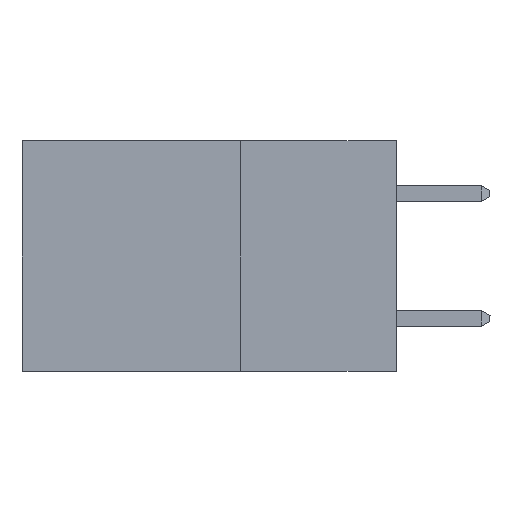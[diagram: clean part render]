
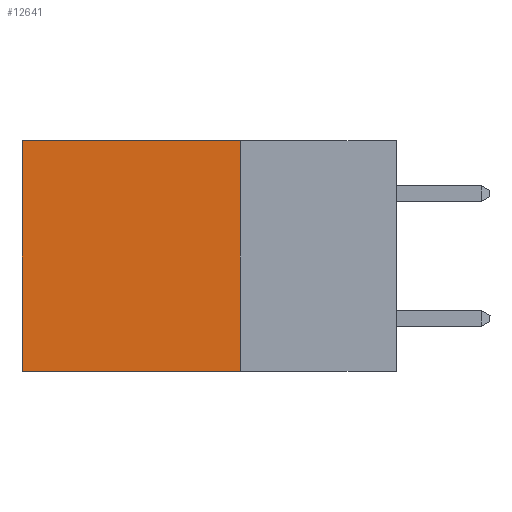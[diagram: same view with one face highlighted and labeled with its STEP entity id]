
A CAD part, left-side view. The second image highlights one B-rep face of the part: STEP entity #12641.
In plain terms, the highlighted planar face has unit normal (-1, 0, 0).
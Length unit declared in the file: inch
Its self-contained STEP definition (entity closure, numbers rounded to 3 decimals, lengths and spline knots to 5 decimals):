
#142 = CARTESIAN_POINT ( 'NONE',  ( 0.2615, 0.25, -0.37 ) ) ;
#558 = DIRECTION ( 'NONE',  ( 0., 0., -1. ) ) ;
#677 = CARTESIAN_POINT ( 'NONE',  ( 0.2615, 0.25, -0.37 ) ) ;
#1303 = CARTESIAN_POINT ( 'NONE',  ( 0.2615, 0.6, -0.37 ) ) ;
#2372 = VERTEX_POINT ( 'NONE', #9695 ) ;
#2735 = AXIS2_PLACEMENT_3D ( 'NONE', #677, #13505, #5042 ) ;
#2795 = EDGE_CURVE ( 'NONE', #8306, #2961, #16905, .T. ) ;
#2961 = VERTEX_POINT ( 'NONE', #15054 ) ;
#3171 = EDGE_CURVE ( 'NONE', #2961, #5988, #5978, .T. ) ;
#3319 = EDGE_CURVE ( 'NONE', #8306, #2372, #18255, .T. ) ;
#3426 = CARTESIAN_POINT ( 'NONE',  ( 0.2615, 0.25, 0. ) ) ;
#3548 = PLANE ( 'NONE',  #2735 ) ;
#3559 = CARTESIAN_POINT ( 'NONE',  ( 0.2615, 0.25, -0.37 ) ) ;
#4144 = DIRECTION ( 'NONE',  ( 0., 0., -1. ) ) ;
#5042 = DIRECTION ( 'NONE',  ( 0., 0., -1. ) ) ;
#5687 = VECTOR ( 'NONE', #12300, 39.37008 ) ;
#5891 = DIRECTION ( 'NONE',  ( 0., 1., 0. ) ) ;
#5978 = LINE ( 'NONE', #1303, #16762 ) ;
#5988 = VERTEX_POINT ( 'NONE', #17028 ) ;
#6099 = EDGE_LOOP ( 'NONE', ( #10616, #10628, #10878, #11749 ) ) ;
#7067 = VECTOR ( 'NONE', #558, 39.37008 ) ;
#8306 = VERTEX_POINT ( 'NONE', #3426 ) ;
#9695 = CARTESIAN_POINT ( 'NONE',  ( 0.2615, 0.25, -0.37 ) ) ;
#10011 = VECTOR ( 'NONE', #5891, 39.37008 ) ;
#10616 = ORIENTED_EDGE ( 'NONE', *, *, #3171, .T. ) ;
#10628 = ORIENTED_EDGE ( 'NONE', *, *, #18298, .F. ) ;
#10878 = ORIENTED_EDGE ( 'NONE', *, *, #3319, .F. ) ;
#10973 = FACE_OUTER_BOUND ( 'NONE', #6099, .T. ) ;
#11099 = CARTESIAN_POINT ( 'NONE',  ( 0.2615, 0.25, 0. ) ) ;
#11749 = ORIENTED_EDGE ( 'NONE', *, *, #2795, .T. ) ;
#12300 = DIRECTION ( 'NONE',  ( 0., 1., 0. ) ) ;
#12641 = ADVANCED_FACE ( 'NONE', ( #10973 ), #3548, .F. ) ;
#13346 = LINE ( 'NONE', #142, #10011 ) ;
#13505 = DIRECTION ( 'NONE',  ( 1., 0., 0. ) ) ;
#15054 = CARTESIAN_POINT ( 'NONE',  ( 0.2615, 0.6, 0. ) ) ;
#16762 = VECTOR ( 'NONE', #4144, 39.37008 ) ;
#16905 = LINE ( 'NONE', #11099, #5687 ) ;
#17028 = CARTESIAN_POINT ( 'NONE',  ( 0.2615, 0.6, -0.37 ) ) ;
#18255 = LINE ( 'NONE', #3559, #7067 ) ;
#18298 = EDGE_CURVE ( 'NONE', #2372, #5988, #13346, .T. ) ;
